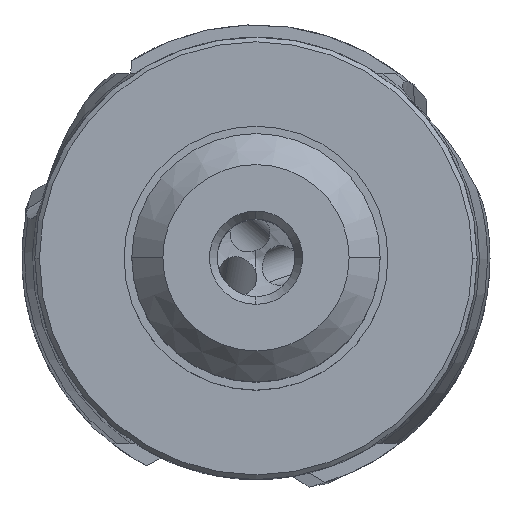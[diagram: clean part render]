
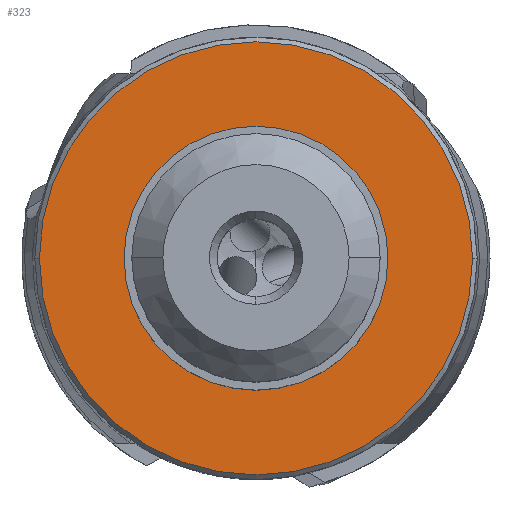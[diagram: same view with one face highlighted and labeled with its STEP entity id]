
A CAD part, top view. The second image highlights one B-rep face of the part: STEP entity #323.
In plain terms, the highlighted planar face has unit normal (0, 0, 1).
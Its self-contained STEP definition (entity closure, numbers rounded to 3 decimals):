
#88=FACE_BOUND('',#1161,.T.);
#89=FACE_BOUND('',#1162,.T.);
#219=PLANE('',#6535);
#323=ADVANCED_FACE('',(#88,#89),#219,.T.);
#1161=EDGE_LOOP('',(#2268,#2269,#2270));
#1162=EDGE_LOOP('',(#2271,#2272));
#1893=CIRCLE('',#6529,13.95);
#1894=CIRCLE('',#6531,13.95);
#1895=CIRCLE('',#6532,13.95);
#1896=CIRCLE('',#6533,8.5);
#1897=CIRCLE('',#6534,8.5);
#2268=ORIENTED_EDGE('',*,*,#4794,.F.);
#2269=ORIENTED_EDGE('',*,*,#4795,.F.);
#2270=ORIENTED_EDGE('',*,*,#4796,.F.);
#2271=ORIENTED_EDGE('',*,*,#4797,.F.);
#2272=ORIENTED_EDGE('',*,*,#4798,.F.);
#4152=VERTEX_POINT('',#9415);
#4153=VERTEX_POINT('',#9417);
#4154=VERTEX_POINT('',#9421);
#4155=VERTEX_POINT('',#9424);
#4156=VERTEX_POINT('',#9425);
#4794=EDGE_CURVE('',#4153,#4152,#1893,.T.);
#4795=EDGE_CURVE('',#4154,#4153,#1894,.T.);
#4796=EDGE_CURVE('',#4152,#4154,#1895,.T.);
#4797=EDGE_CURVE('',#4155,#4156,#1896,.T.);
#4798=EDGE_CURVE('',#4156,#4155,#1897,.T.);
#6529=AXIS2_PLACEMENT_3D('',#9418,#7314,#7315);
#6531=AXIS2_PLACEMENT_3D('',#9420,#7318,#7319);
#6532=AXIS2_PLACEMENT_3D('',#9422,#7320,#7321);
#6533=AXIS2_PLACEMENT_3D('',#9423,#7322,#7323);
#6534=AXIS2_PLACEMENT_3D('',#9426,#7324,#7325);
#6535=AXIS2_PLACEMENT_3D('',#9427,#7326,#7327);
#7314=DIRECTION('',(0.,0.,-1.));
#7315=DIRECTION('',(-1.,0.,0.));
#7318=DIRECTION('',(0.,0.,-1.));
#7319=DIRECTION('',(0.,-1.,0.));
#7320=DIRECTION('',(0.,0.,-1.));
#7321=DIRECTION('',(1.,0.,0.));
#7322=DIRECTION('',(0.,0.,1.));
#7323=DIRECTION('',(-1.,0.,0.));
#7324=DIRECTION('',(0.,0.,1.));
#7325=DIRECTION('',(1.,0.,0.));
#7326=DIRECTION('',(0.,0.,1.));
#7327=DIRECTION('',(-1.,0.,0.));
#9415=CARTESIAN_POINT('',(13.95,0.,0.));
#9417=CARTESIAN_POINT('',(-13.95,0.,0.));
#9418=CARTESIAN_POINT('',(0.,0.,0.));
#9420=CARTESIAN_POINT('',(0.,0.,0.));
#9421=CARTESIAN_POINT('',(0.,-13.95,0.));
#9422=CARTESIAN_POINT('',(0.,0.,0.));
#9423=CARTESIAN_POINT('',(0.,0.,0.));
#9424=CARTESIAN_POINT('',(-8.5,0.,0.));
#9425=CARTESIAN_POINT('',(8.5,0.,0.));
#9426=CARTESIAN_POINT('',(0.,0.,0.));
#9427=CARTESIAN_POINT('',(0.,0.,0.));
